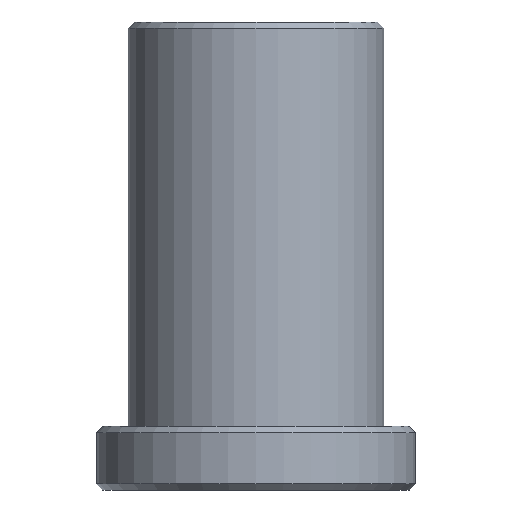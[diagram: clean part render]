
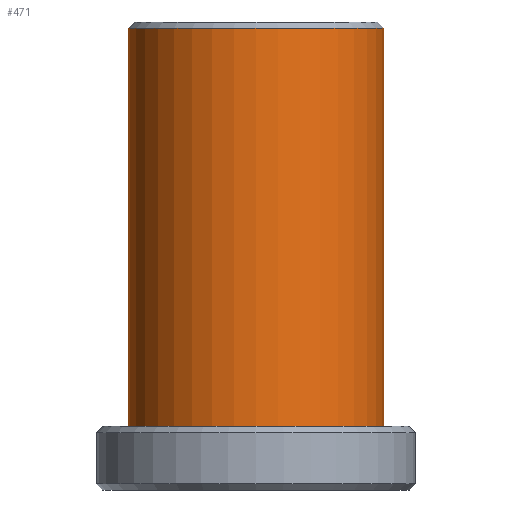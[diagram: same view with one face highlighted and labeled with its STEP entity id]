
A CAD part, front view. The second image highlights one B-rep face of the part: STEP entity #471.
In plain terms, the highlighted cylindrical face has radius 6 mm (diameter 12 mm), a partial arc.
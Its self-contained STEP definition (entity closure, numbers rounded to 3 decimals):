
#41 = EDGE_LOOP ( 'NONE', ( #665, #1310, #611, #1084 ) ) ;
#145 = EDGE_CURVE ( 'NONE', #1266, #711, #1142, .T. ) ;
#154 = DIRECTION ( 'NONE',  ( -1., 0., 0. ) ) ;
#192 = LINE ( 'NONE', #258, #747 ) ;
#226 = CARTESIAN_POINT ( 'NONE',  ( -6., 0., 22. ) ) ;
#258 = CARTESIAN_POINT ( 'NONE',  ( 6., 0., 22. ) ) ;
#291 = CARTESIAN_POINT ( 'NONE',  ( 6., 0., 21.7 ) ) ;
#377 = AXIS2_PLACEMENT_3D ( 'NONE', #501, #1281, #614 ) ;
#378 = CIRCLE ( 'NONE', #377, 6. ) ;
#381 = VECTOR ( 'NONE', #655, 1000. ) ;
#412 = CARTESIAN_POINT ( 'NONE',  ( 0., 0., 3. ) ) ;
#417 = DIRECTION ( 'NONE',  ( 0., 0., -1. ) ) ;
#424 = DIRECTION ( 'NONE',  ( -1., 0., 0. ) ) ;
#463 = CARTESIAN_POINT ( 'NONE',  ( -6., 0., 21.7 ) ) ;
#471 = ADVANCED_FACE ( 'NONE', ( #798 ), #1065, .T. ) ;
#501 = CARTESIAN_POINT ( 'NONE',  ( 0., 0., 21.7 ) ) ;
#586 = DIRECTION ( 'NONE',  ( 0., 0., -1. ) ) ;
#588 = VERTEX_POINT ( 'NONE', #463 ) ;
#611 = ORIENTED_EDGE ( 'NONE', *, *, #835, .T. ) ;
#614 = DIRECTION ( 'NONE',  ( 1., 0., 0. ) ) ;
#638 = LINE ( 'NONE', #226, #381 ) ;
#655 = DIRECTION ( 'NONE',  ( 0., 0., -1. ) ) ;
#665 = ORIENTED_EDGE ( 'NONE', *, *, #1280, .F. ) ;
#711 = VERTEX_POINT ( 'NONE', #899 ) ;
#745 = CARTESIAN_POINT ( 'NONE',  ( 0., 0., 22. ) ) ;
#747 = VECTOR ( 'NONE', #586, 1000. ) ;
#798 = FACE_OUTER_BOUND ( 'NONE', #41, .T. ) ;
#835 = EDGE_CURVE ( 'NONE', #588, #711, #638, .T. ) ;
#899 = CARTESIAN_POINT ( 'NONE',  ( -6., 0., 3. ) ) ;
#919 = DIRECTION ( 'NONE',  ( 0., 0., -1. ) ) ;
#1065 = CYLINDRICAL_SURFACE ( 'NONE', #1309, 6. ) ;
#1084 = ORIENTED_EDGE ( 'NONE', *, *, #145, .F. ) ;
#1120 = AXIS2_PLACEMENT_3D ( 'NONE', #412, #417, #424 ) ;
#1142 = CIRCLE ( 'NONE', #1120, 6. ) ;
#1266 = VERTEX_POINT ( 'NONE', #1370 ) ;
#1280 = EDGE_CURVE ( 'NONE', #1424, #1266, #192, .T. ) ;
#1281 = DIRECTION ( 'NONE',  ( 0., 0., -1. ) ) ;
#1309 = AXIS2_PLACEMENT_3D ( 'NONE', #745, #919, #154 ) ;
#1310 = ORIENTED_EDGE ( 'NONE', *, *, #1357, .T. ) ;
#1357 = EDGE_CURVE ( 'NONE', #1424, #588, #378, .T. ) ;
#1370 = CARTESIAN_POINT ( 'NONE',  ( 6., 0., 3. ) ) ;
#1424 = VERTEX_POINT ( 'NONE', #291 ) ;
